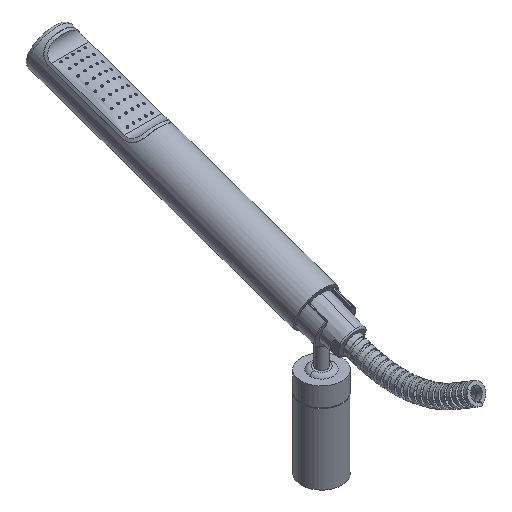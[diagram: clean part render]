
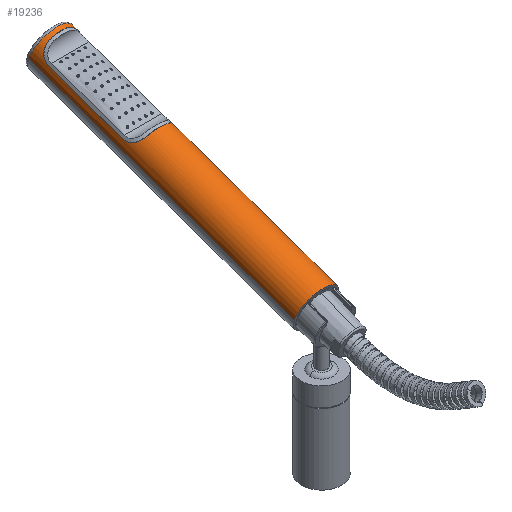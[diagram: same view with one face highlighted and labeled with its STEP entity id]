
A CAD part, isometric view. The second image highlights one B-rep face of the part: STEP entity #19236.
In plain terms, the highlighted cylindrical face has radius 16 mm (diameter 32 mm), a partial arc.
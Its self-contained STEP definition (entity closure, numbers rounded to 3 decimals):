
#16404=CARTESIAN_POINT('',(0.,4.075,51.822));
#16405=DIRECTION('',(0.,0.943,0.332));
#16406=DIRECTION('',(-1.,0.,0.));
#16407=AXIS2_PLACEMENT_3D('',#16404,#16405,#16406);
#16424=DIRECTION('',(0.,0.943,0.332));
#16425=VECTOR('',#16424,208.);
#16426=CARTESIAN_POINT('',(16.,4.075,51.822));
#16427=LINE('',#16426,#16425);
#16448=CARTESIAN_POINT('',(0.,200.282,120.864));
#16449=DIRECTION('',(0.,0.943,0.332));
#16450=DIRECTION('',(-1.,0.,0.));
#16451=AXIS2_PLACEMENT_3D('',#16448,#16449,#16450);
#16453=DIRECTION('',(0.,0.943,0.332));
#16454=VECTOR('',#16453,208.);
#16455=CARTESIAN_POINT('',(-16.,4.075,51.822));
#16456=LINE('',#16455,#16454);
#16457=CARTESIAN_POINT('',(14.832,186.027,122.208));
#16458=CARTESIAN_POINT('',(14.832,186.471,122.365));
#16459=CARTESIAN_POINT('',(14.806,187.323,122.734));
#16460=CARTESIAN_POINT('',(14.686,188.51,123.458));
#16461=CARTESIAN_POINT('',(14.478,189.569,124.324));
#16462=CARTESIAN_POINT('',(14.172,190.48,125.302));
#16463=CARTESIAN_POINT('',(13.757,191.231,126.359));
#16464=CARTESIAN_POINT('',(13.218,191.824,127.468));
#16465=CARTESIAN_POINT('',(12.537,192.261,128.606));
#16466=CARTESIAN_POINT('',(11.693,192.551,129.751));
#16467=CARTESIAN_POINT('',(10.654,192.701,130.886));
#16468=CARTESIAN_POINT('',(9.388,192.721,131.978));
#16469=CARTESIAN_POINT('',(7.873,192.633,132.983));
#16470=CARTESIAN_POINT('',(6.115,192.474,133.839));
#16471=CARTESIAN_POINT('',(4.166,192.301,134.482));
#16472=CARTESIAN_POINT('',(2.107,192.173,134.873));
#16473=CARTESIAN_POINT('',(0.,192.125,
135.004));
#16474=CARTESIAN_POINT('',(-2.107,192.173,
134.873));
#16475=CARTESIAN_POINT('',(-4.166,192.301,
134.482));
#16476=CARTESIAN_POINT('',(-6.115,192.474,
133.839));
#16477=CARTESIAN_POINT('',(-7.873,192.633,
132.983));
#16478=CARTESIAN_POINT('',(-9.388,192.721,
131.978));
#16479=CARTESIAN_POINT('',(-10.654,192.701,
130.886));
#16480=CARTESIAN_POINT('',(-11.693,192.551,
129.751));
#16481=CARTESIAN_POINT('',(-12.537,192.261,
128.606));
#16482=CARTESIAN_POINT('',(-13.218,191.824,
127.468));
#16483=CARTESIAN_POINT('',(-13.757,191.231,
126.359));
#16484=CARTESIAN_POINT('',(-14.172,190.48,
125.302));
#16485=CARTESIAN_POINT('',(-14.478,189.569,
124.324));
#16486=CARTESIAN_POINT('',(-14.686,188.51,
123.458));
#16487=CARTESIAN_POINT('',(-14.806,187.323,
122.734));
#16488=CARTESIAN_POINT('',(-14.832,186.471,
122.365));
#16489=CARTESIAN_POINT('',(-14.832,186.027,
122.208));
#16491=DIRECTION('',(0.,0.943,0.332));
#16492=VECTOR('',#16491,57.);
#16493=CARTESIAN_POINT('',(-14.832,132.259,
103.288));
#16494=LINE('',#16493,#16492);
#16495=CARTESIAN_POINT('',(-14.832,132.259,
103.288));
#16496=CARTESIAN_POINT('',(-14.832,131.815,
103.132));
#16497=CARTESIAN_POINT('',(-14.806,130.92,
102.887));
#16498=CARTESIAN_POINT('',(-14.686,129.541,
102.708));
#16499=CARTESIAN_POINT('',(-14.478,128.173,
102.72));
#16500=CARTESIAN_POINT('',(-14.172,126.85,
102.913));
#16501=CARTESIAN_POINT('',(-13.757,125.603,
103.266));
#16502=CARTESIAN_POINT('',(-13.218,124.446,103.759));
#16503=CARTESIAN_POINT('',(-12.537,123.393,
104.372));
#16504=CARTESIAN_POINT('',(-11.693,122.45,
105.084));
#16505=CARTESIAN_POINT('',(-10.654,121.623,
105.875));
#16506=CARTESIAN_POINT('',(-9.388,120.922,
106.714));
#16507=CARTESIAN_POINT('',(-7.873,120.362,
107.552));
#16508=CARTESIAN_POINT('',(-6.115,119.95,
108.319));
#16509=CARTESIAN_POINT('',(-4.166,119.682,
108.928));
#16510=CARTESIAN_POINT('',(-2.107,119.537,
109.314));
#16511=CARTESIAN_POINT('',(0.,119.492,
109.446));
#16512=CARTESIAN_POINT('',(2.107,119.537,109.314));
#16513=CARTESIAN_POINT('',(4.166,119.682,108.928));
#16514=CARTESIAN_POINT('',(6.115,119.95,108.319));
#16515=CARTESIAN_POINT('',(7.873,120.362,107.552));
#16516=CARTESIAN_POINT('',(9.388,120.922,106.714));
#16517=CARTESIAN_POINT('',(10.654,121.623,105.875));
#16518=CARTESIAN_POINT('',(11.693,122.45,105.084));
#16519=CARTESIAN_POINT('',(12.537,123.393,104.372));
#16520=CARTESIAN_POINT('',(13.218,124.446,103.759));
#16521=CARTESIAN_POINT('',(13.757,125.603,103.266));
#16522=CARTESIAN_POINT('',(14.172,126.85,102.913));
#16523=CARTESIAN_POINT('',(14.478,128.173,102.72));
#16524=CARTESIAN_POINT('',(14.686,129.541,102.708));
#16525=CARTESIAN_POINT('',(14.806,130.92,102.887));
#16526=CARTESIAN_POINT('',(14.832,131.815,103.132));
#16527=CARTESIAN_POINT('',(14.832,132.259,103.288));
#16529=DIRECTION('',(0.,0.943,0.332));
#16530=VECTOR('',#16529,57.);
#16531=CARTESIAN_POINT('',(14.832,132.259,103.288));
#16532=LINE('',#16531,#16530);
#18445=CARTESIAN_POINT('',(16.,4.075,51.822));
#18446=CARTESIAN_POINT('',(-16.,4.075,51.822));
#18447=VERTEX_POINT('',#18445);
#18448=VERTEX_POINT('',#18446);
#18461=CARTESIAN_POINT('',(-16.,200.282,120.864));
#18462=CARTESIAN_POINT('',(16.,200.282,120.864));
#18463=VERTEX_POINT('',#18461);
#18464=VERTEX_POINT('',#18462);
#18465=VERTEX_POINT('',#16457);
#18466=VERTEX_POINT('',#16489);
#18467=VERTEX_POINT('',#16495);
#18468=VERTEX_POINT('',#16527);
#19215=CARTESIAN_POINT('',(0.,4.075,51.822));
#19216=DIRECTION('',(0.,0.943,0.332));
#19217=DIRECTION('',(1.,0.,0.));
#19218=AXIS2_PLACEMENT_3D('',#19215,#19216,#19217);
#19219=CYLINDRICAL_SURFACE('',#19218,16.);
#19220=ORIENTED_EDGE('',*,*,#19202,.T.);
#19221=ORIENTED_EDGE('',*,*,#19143,.F.);
#19222=ORIENTED_EDGE('',*,*,#19116,.F.);
#19223=ORIENTED_EDGE('',*,*,#19140,.T.);
#19224=EDGE_LOOP('',(#19220,#19221,#19222,#19223));
#19225=FACE_OUTER_BOUND('',#19224,.F.);
#19227=ORIENTED_EDGE('',*,*,#19226,.T.);
#19229=ORIENTED_EDGE('',*,*,#19228,.F.);
#19231=ORIENTED_EDGE('',*,*,#19230,.T.);
#19233=ORIENTED_EDGE('',*,*,#19232,.T.);
#19234=EDGE_LOOP('',(#19227,#19229,#19231,#19233));
#19235=FACE_BOUND('',#19234,.F.);
#19236=ADVANCED_FACE('',(#19225,#19235),#19219,.T.);
#16408=CIRCLE('',#16407,16.);
#16452=CIRCLE('',#16451,16.);
#16490=B_SPLINE_CURVE_WITH_KNOTS('',3,(#16457,#16458,#16459,#16460,#16461,
#16462,#16463,#16464,#16465,#16466,#16467,#16468,#16469,#16470,#16471,#16472,
#16473,#16474,#16475,#16476,#16477,#16478,#16479,#16480,#16481,#16482,#16483,
#16484,#16485,#16486,#16487,#16488,#16489),.UNSPECIFIED.,.F.,.F.,(4,1,1,1,1,1,1,
1,1,1,1,1,1,1,1,1,1,1,1,1,1,1,1,1,1,1,1,1,1,1,4),(0.,0.033,
0.067,0.1,0.133,0.167,0.2,
0.233,0.267,0.3,0.333,0.367,
0.4,0.433,0.467,0.5,0.533,
0.567,0.6,0.633,0.667,0.7,
0.733,0.767,0.8,0.833,0.867,
0.9,0.933,0.967,1.),.UNSPECIFIED.);
#16528=B_SPLINE_CURVE_WITH_KNOTS('',3,(#16495,#16496,#16497,#16498,#16499,
#16500,#16501,#16502,#16503,#16504,#16505,#16506,#16507,#16508,#16509,#16510,
#16511,#16512,#16513,#16514,#16515,#16516,#16517,#16518,#16519,#16520,#16521,
#16522,#16523,#16524,#16525,#16526,#16527),.UNSPECIFIED.,.F.,.F.,(4,1,1,1,1,1,1,
1,1,1,1,1,1,1,1,1,1,1,1,1,1,1,1,1,1,1,1,1,1,1,4),(0.,0.033,
0.067,0.1,0.133,0.167,0.2,
0.233,0.267,0.3,0.333,0.367,
0.4,0.433,0.467,0.5,0.533,
0.567,0.6,0.633,0.667,0.7,
0.733,0.767,0.8,0.833,0.867,
0.9,0.933,0.967,1.),.UNSPECIFIED.);
#19116=EDGE_CURVE('',#18448,#18447,#16408,.T.);
#19140=EDGE_CURVE('',#18448,#18463,#16456,.T.);
#19143=EDGE_CURVE('',#18447,#18464,#16427,.T.);
#19202=EDGE_CURVE('',#18463,#18464,#16452,.T.);
#19226=EDGE_CURVE('',#18465,#18466,#16490,.T.);
#19228=EDGE_CURVE('',#18467,#18466,#16494,.T.);
#19230=EDGE_CURVE('',#18467,#18468,#16528,.T.);
#19232=EDGE_CURVE('',#18468,#18465,#16532,.T.);
